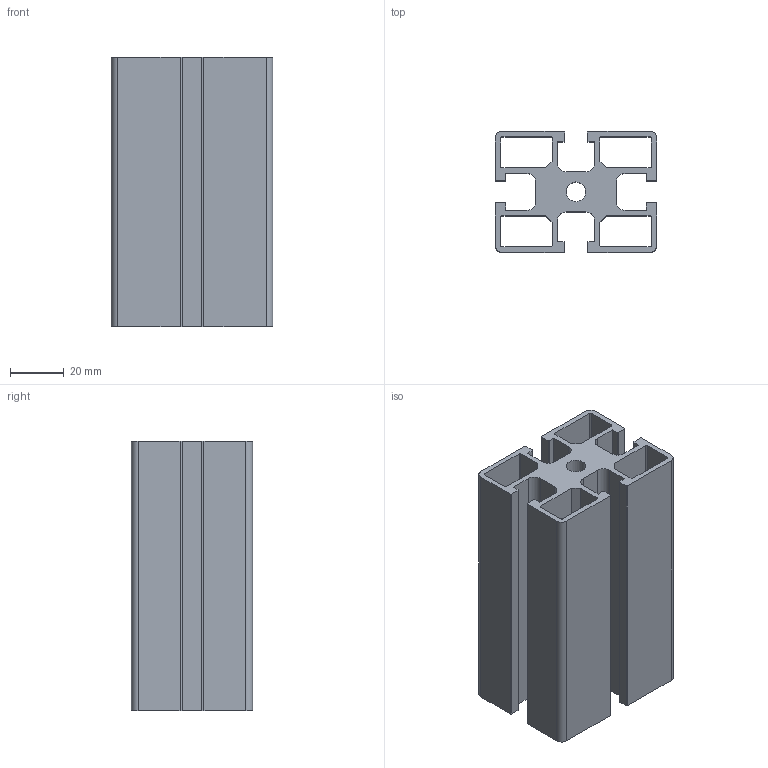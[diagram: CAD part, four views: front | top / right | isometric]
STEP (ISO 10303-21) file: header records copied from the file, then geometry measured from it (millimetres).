
FILE_DESCRIPTION(/* description */ ('01.4560.P4A'),/* implementation_level */ '2;1');
FILE_NAME(/* name */ 'BPRDD0000177.stp',/* time_stamp */ '2017-07-13T16:34:28+02:00',/* author */ ('fzagni'),/* organization */ (''),/* preprocessor_version */ 'ST-DEVELOPER v16.1',/* originating_system */ 'Autodesk Inventor 2016',/* authorisation */ '');
FILE_SCHEMA (('AUTOMOTIVE_DESIGN { 1 0 10303 214 3 1 1 }'));
Length unit declared in the file: millimetre
Products named in the file (1): 01.4560.P4A
Bounding box: 60 x 45 x 100 mm (x, y, z)
Volume: 105534.6 mm3; surface area: 63825.8 mm2
Topology: 1 solids, 1 shells, 99 faces, 291 edges, 194 vertices
Faces by surface type: plane 58, cylinder 41
Full cylindrical faces by diameter (mm): 7.3 x1
Entity records: 3346 total; most frequent: CARTESIAN_POINT 584, ORIENTED_EDGE 580, DIRECTION 572, EDGE_CURVE 290, LINE 208, VECTOR 208, VERTEX_POINT 194, AXIS2_PLACEMENT_3D 182
